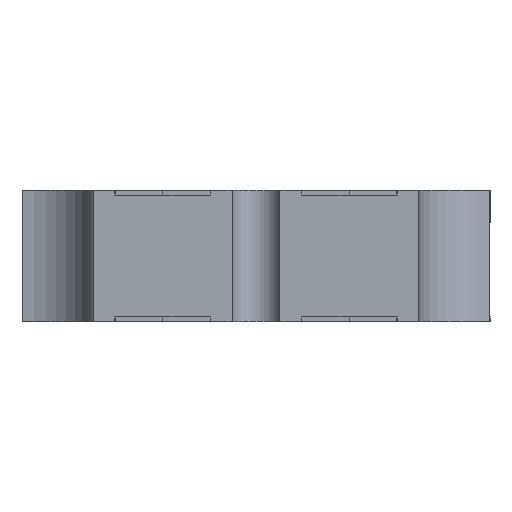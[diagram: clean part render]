
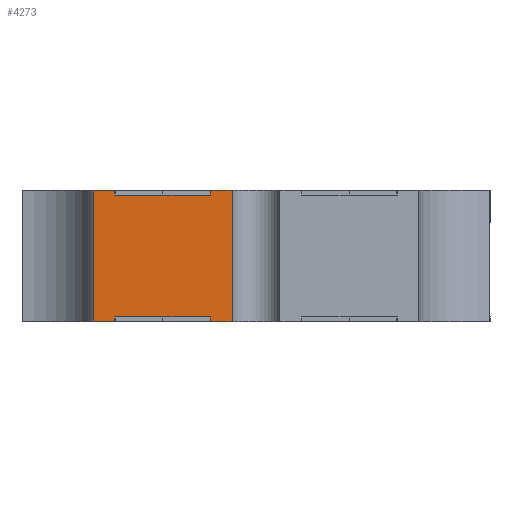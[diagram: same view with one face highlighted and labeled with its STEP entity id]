
A CAD part, left-side view. The second image highlights one B-rep face of the part: STEP entity #4273.
In plain terms, the highlighted planar face has unit normal (-1, 0, 0).
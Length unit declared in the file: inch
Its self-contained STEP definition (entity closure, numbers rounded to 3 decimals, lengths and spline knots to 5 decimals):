
#98 = VECTOR ( 'NONE', #5611, 39.37008 ) ;
#109 = ORIENTED_EDGE ( 'NONE', *, *, #5948, .T. ) ;
#218 = EDGE_CURVE ( 'NONE', #1951, #10183, #10228, .T. ) ;
#280 = CARTESIAN_POINT ( 'NONE',  ( -0.125, 0.0605, 0.056 ) ) ;
#843 = LINE ( 'NONE', #7566, #4563 ) ;
#917 = DIRECTION ( 'NONE',  ( 0., 0., 1. ) ) ;
#951 = ORIENTED_EDGE ( 'NONE', *, *, #8791, .T. ) ;
#1073 = EDGE_CURVE ( 'NONE', #5469, #10183, #4557, .T. ) ;
#1116 = EDGE_LOOP ( 'NONE', ( #6727, #4262, #951, #9732, #6039, #3523, #8761, #109, #5513, #4284, #5004, #8995 ) ) ;
#1177 = VECTOR ( 'NONE', #10009, 39.37008 ) ;
#1215 = VECTOR ( 'NONE', #7267, 39.37008 ) ;
#1233 = EDGE_CURVE ( 'NONE', #6947, #3877, #9853, .T. ) ;
#1313 = EDGE_CURVE ( 'NONE', #7641, #9365, #6093, .T. ) ;
#1392 = CARTESIAN_POINT ( 'NONE',  ( -0.125, 0.0605, 0.054 ) ) ;
#1459 = DIRECTION ( 'NONE',  ( 0., 0., -1. ) ) ;
#1588 = CARTESIAN_POINT ( 'NONE',  ( -0.125, 0.0195, 0.002 ) ) ;
#1600 = LINE ( 'NONE', #10019, #1215 ) ;
#1622 = VECTOR ( 'NONE', #9356, 39.37008 ) ;
#1742 = CARTESIAN_POINT ( 'NONE',  ( -0.125, 0.0102, 0.056 ) ) ;
#1789 = VECTOR ( 'NONE', #7552, 39.37008 ) ;
#1951 = VERTEX_POINT ( 'NONE', #9740 ) ;
#2020 = VERTEX_POINT ( 'NONE', #9203 ) ;
#2401 = VECTOR ( 'NONE', #1459, 39.37008 ) ;
#2455 = EDGE_CURVE ( 'NONE', #7873, #2020, #9948, .T. ) ;
#2592 = VERTEX_POINT ( 'NONE', #5307 ) ;
#2706 = VERTEX_POINT ( 'NONE', #6467 ) ;
#2800 = VECTOR ( 'NONE', #9523, 39.37008 ) ;
#2805 = CARTESIAN_POINT ( 'NONE',  ( -0.125, 0.0605, 0.054 ) ) ;
#2916 = VECTOR ( 'NONE', #9419, 39.37008 ) ;
#2946 = CARTESIAN_POINT ( 'NONE',  ( -0.125, 0.0102, 0. ) ) ;
#3030 = VERTEX_POINT ( 'NONE', #1392 ) ;
#3072 = CARTESIAN_POINT ( 'NONE',  ( -0.125, 0.0605, 0.002 ) ) ;
#3406 = EDGE_CURVE ( 'NONE', #7641, #2592, #6941, .T. ) ;
#3523 = ORIENTED_EDGE ( 'NONE', *, *, #218, .T. ) ;
#3652 = LINE ( 'NONE', #8512, #6171 ) ;
#3742 = FACE_OUTER_BOUND ( 'NONE', #1116, .T. ) ;
#3877 = VERTEX_POINT ( 'NONE', #4594 ) ;
#4122 = CARTESIAN_POINT ( 'NONE',  ( -0.125, 0.1025, 0.056 ) ) ;
#4262 = ORIENTED_EDGE ( 'NONE', *, *, #9682, .T. ) ;
#4273 = ADVANCED_FACE ( 'NONE', ( #3742 ), #8657, .F. ) ;
#4284 = ORIENTED_EDGE ( 'NONE', *, *, #8843, .T. ) ;
#4557 = LINE ( 'NONE', #3072, #98 ) ;
#4563 = VECTOR ( 'NONE', #5793, 39.37008 ) ;
#4594 = CARTESIAN_POINT ( 'NONE',  ( -0.125, 0.06959, 0.056 ) ) ;
#4661 = DIRECTION ( 'NONE',  ( 0., -1., 0. ) ) ;
#5004 = ORIENTED_EDGE ( 'NONE', *, *, #3406, .F. ) ;
#5224 = CARTESIAN_POINT ( 'NONE',  ( -0.125, 0.0102, 0.002 ) ) ;
#5307 = CARTESIAN_POINT ( 'NONE',  ( -0.125, 0.0102, 0. ) ) ;
#5317 = CARTESIAN_POINT ( 'NONE',  ( -0.125, 0.1025, 0.056 ) ) ;
#5333 = DIRECTION ( 'NONE',  ( 0., 1., 0. ) ) ;
#5405 = EDGE_CURVE ( 'NONE', #2706, #9365, #3652, .T. ) ;
#5469 = VERTEX_POINT ( 'NONE', #8773 ) ;
#5476 = AXIS2_PLACEMENT_3D ( 'NONE', #7104, #10455, #5333 ) ;
#5513 = ORIENTED_EDGE ( 'NONE', *, *, #2455, .T. ) ;
#5611 = DIRECTION ( 'NONE',  ( 0., 0., -1. ) ) ;
#5793 = DIRECTION ( 'NONE',  ( 0., 1., 0. ) ) ;
#5948 = EDGE_CURVE ( 'NONE', #5469, #7873, #8033, .T. ) ;
#6039 = ORIENTED_EDGE ( 'NONE', *, *, #8018, .T. ) ;
#6093 = LINE ( 'NONE', #5317, #1622 ) ;
#6171 = VECTOR ( 'NONE', #917, 39.37008 ) ;
#6467 = CARTESIAN_POINT ( 'NONE',  ( -0.125, 0.0195, 0.054 ) ) ;
#6727 = ORIENTED_EDGE ( 'NONE', *, *, #5405, .F. ) ;
#6848 = CARTESIAN_POINT ( 'NONE',  ( -0.125, 0.0195, 0.056 ) ) ;
#6941 = LINE ( 'NONE', #5224, #2916 ) ;
#6947 = VERTEX_POINT ( 'NONE', #280 ) ;
#7104 = CARTESIAN_POINT ( 'NONE',  ( -0.125, 0.0102, 0.002 ) ) ;
#7183 = VECTOR ( 'NONE', #4661, 39.37008 ) ;
#7267 = DIRECTION ( 'NONE',  ( 0., -1., 0. ) ) ;
#7552 = DIRECTION ( 'NONE',  ( 0., 1., 0. ) ) ;
#7566 = CARTESIAN_POINT ( 'NONE',  ( -0.125, 0.1025, 0.054 ) ) ;
#7641 = VERTEX_POINT ( 'NONE', #1742 ) ;
#7810 = CARTESIAN_POINT ( 'NONE',  ( -0.125, 0.0605, 0. ) ) ;
#7873 = VERTEX_POINT ( 'NONE', #10531 ) ;
#8018 = EDGE_CURVE ( 'NONE', #3877, #1951, #9007, .T. ) ;
#8033 = LINE ( 'NONE', #8917, #7183 ) ;
#8054 = VECTOR ( 'NONE', #9669, 39.37008 ) ;
#8512 = CARTESIAN_POINT ( 'NONE',  ( -0.125, 0.0195, 0.054 ) ) ;
#8657 = PLANE ( 'NONE',  #5476 ) ;
#8697 = LINE ( 'NONE', #2805, #2800 ) ;
#8761 = ORIENTED_EDGE ( 'NONE', *, *, #1073, .F. ) ;
#8773 = CARTESIAN_POINT ( 'NONE',  ( -0.125, 0.0605, 0.002 ) ) ;
#8791 = EDGE_CURVE ( 'NONE', #3030, #6947, #8697, .T. ) ;
#8843 = EDGE_CURVE ( 'NONE', #2020, #2592, #1600, .T. ) ;
#8917 = CARTESIAN_POINT ( 'NONE',  ( -0.125, 0.0195, 0.002 ) ) ;
#8995 = ORIENTED_EDGE ( 'NONE', *, *, #1313, .T. ) ;
#9007 = LINE ( 'NONE', #10475, #2401 ) ;
#9203 = CARTESIAN_POINT ( 'NONE',  ( -0.125, 0.0195, 0. ) ) ;
#9356 = DIRECTION ( 'NONE',  ( 0., 1., 0. ) ) ;
#9365 = VERTEX_POINT ( 'NONE', #6848 ) ;
#9419 = DIRECTION ( 'NONE',  ( 0., 0., -1. ) ) ;
#9523 = DIRECTION ( 'NONE',  ( 0., 0., 1. ) ) ;
#9669 = DIRECTION ( 'NONE',  ( 0., -1., 0. ) ) ;
#9682 = EDGE_CURVE ( 'NONE', #2706, #3030, #843, .T. ) ;
#9732 = ORIENTED_EDGE ( 'NONE', *, *, #1233, .T. ) ;
#9740 = CARTESIAN_POINT ( 'NONE',  ( -0.125, 0.06959, 0. ) ) ;
#9853 = LINE ( 'NONE', #4122, #1789 ) ;
#9948 = LINE ( 'NONE', #1588, #1177 ) ;
#10009 = DIRECTION ( 'NONE',  ( 0., 0., -1. ) ) ;
#10019 = CARTESIAN_POINT ( 'NONE',  ( -0.125, 0.0102, 0. ) ) ;
#10183 = VERTEX_POINT ( 'NONE', #7810 ) ;
#10228 = LINE ( 'NONE', #2946, #8054 ) ;
#10455 = DIRECTION ( 'NONE',  ( 1., 0., 0. ) ) ;
#10475 = CARTESIAN_POINT ( 'NONE',  ( -0.125, 0.06959, 0.002 ) ) ;
#10531 = CARTESIAN_POINT ( 'NONE',  ( -0.125, 0.0195, 0.002 ) ) ;
